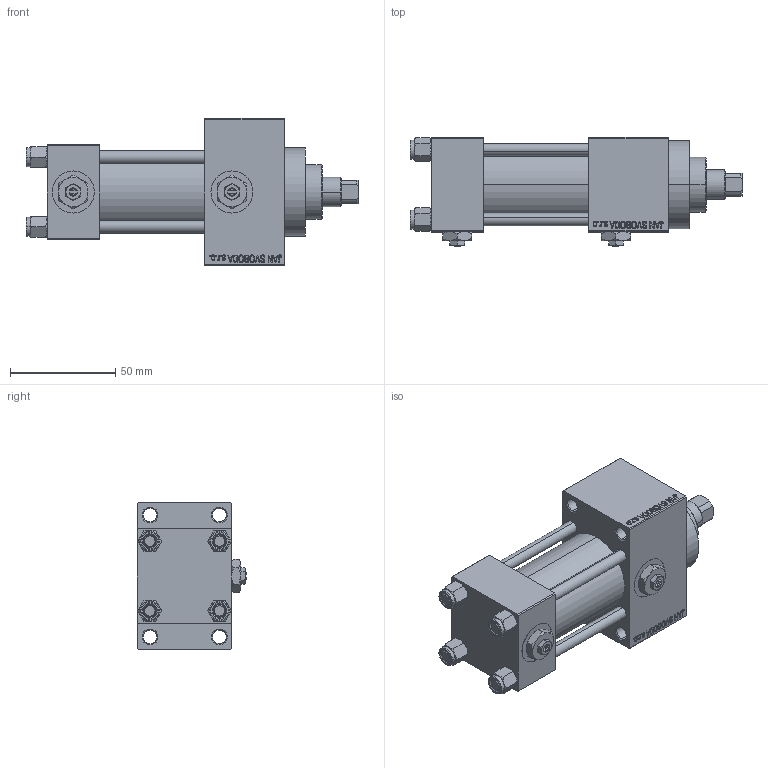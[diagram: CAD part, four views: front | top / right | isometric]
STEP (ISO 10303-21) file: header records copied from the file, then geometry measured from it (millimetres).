
FILE_DESCRIPTION (( 'STEP AP203' ), '1' );
FILE_NAME ('2a8b.STEP', '2023-08-23T05:36:25', ( '' ), ( '' ), 'SwSTEP 2.0', 'SolidWorks 2019', '' );
FILE_SCHEMA (( 'CONFIG_CONTROL_DESIGN' ));
Length unit declared in the file: millimetre
Products named in the file (7): 2a8b; V215CR_D_TYCINKA 5997a8024093f0f39dd8f7ca7ccf9712; NUT_M5_D 5997a8024093f0f39dd8f7ca7ccf9712; V215CR_D_Body 5997a8024093f0f39dd8f7ca7ccf9712; V215CR_VCP_D 5997a8024093f0f39dd8f7ca7ccf9712; Zatka_pro_OIL_PORT 5997a8024093f0f39dd8f7ca7ccf9712; V215_VC_A 5997a8024093f0f39dd8f7ca7ccf9712
Assembly tree (13 placements, depth 2):
  2a8b
    V215CR_D_Body 5997a8024093f0f39dd8f7ca7ccf9712
    V215CR_VCP_D 5997a8024093f0f39dd8f7ca7ccf9712
    NUT_M5_D 5997a8024093f0f39dd8f7ca7ccf9712  x4
    V215CR_D_TYCINKA 5997a8024093f0f39dd8f7ca7ccf9712  x4
    V215_VC_A 5997a8024093f0f39dd8f7ca7ccf9712
    Zatka_pro_OIL_PORT 5997a8024093f0f39dd8f7ca7ccf9712  x2
Bounding box: 158 x 52 x 70 mm (x, y, z)
Volume: 230698.1 mm3; surface area: 76616.6 mm2
Topology: 13 solids, 13 shells, 1202 faces, 2968 edges, 1909 vertices
Faces by surface type: plane 542, bspline 368, cone 184, cylinder 100, torus 8
Entity records: 49091 total; most frequent: CARTESIAN_POINT 25642, ORIENTED_EDGE 5236, DIRECTION 3426, EDGE_CURVE 2618, VERTEX_POINT 1707, VECTOR 1548, LINE 1548, EDGE_LOOP 1179
